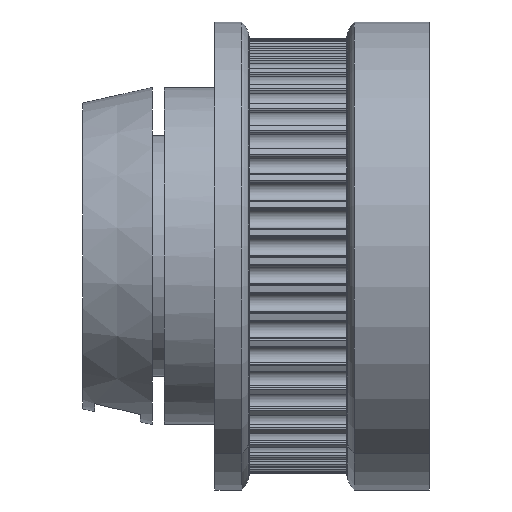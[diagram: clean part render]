
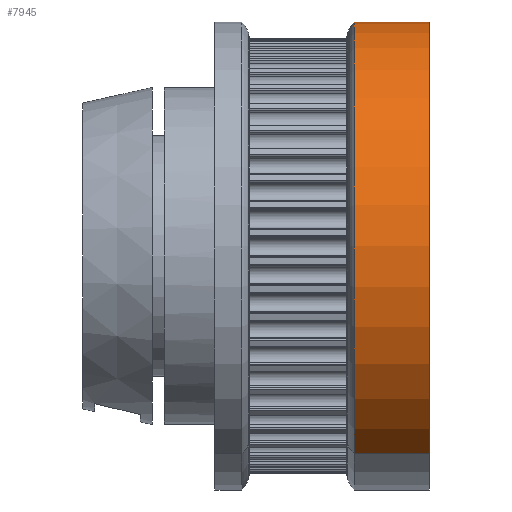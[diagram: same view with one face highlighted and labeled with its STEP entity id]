
A CAD part, front view. The second image highlights one B-rep face of the part: STEP entity #7945.
In plain terms, the highlighted cylindrical face has radius 24.315 mm (diameter 48.631 mm), a partial arc.
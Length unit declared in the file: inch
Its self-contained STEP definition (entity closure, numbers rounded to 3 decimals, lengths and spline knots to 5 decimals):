
#289 = EDGE_CURVE ( 'NONE', #19349, #5129, #4678, .T. ) ;
#674 = DIRECTION ( 'NONE',  ( 0., 1., 0. ) ) ;
#958 = FACE_OUTER_BOUND ( 'NONE', #11438, .T. ) ;
#2518 = CARTESIAN_POINT ( 'NONE',  ( 0., -0.53685, 0. ) ) ;
#2679 = VERTEX_POINT ( 'NONE', #16329 ) ;
#2778 = AXIS2_PLACEMENT_3D ( 'NONE', #8333, #14572, #7058 ) ;
#4378 = CARTESIAN_POINT ( 'NONE',  ( -0.51378, 0.42, -0.80774 ) ) ;
#4678 = CIRCLE ( 'NONE', #7176, 0.9573 ) ;
#5129 = VERTEX_POINT ( 'NONE', #9638 ) ;
#5132 = CARTESIAN_POINT ( 'NONE',  ( -0.51378, -0.53685, -0.80774 ) ) ;
#5473 = DIRECTION ( 'NONE',  ( 0., 1., 0. ) ) ;
#5747 = ORIENTED_EDGE ( 'NONE', *, *, #12352, .T. ) ;
#6936 = DIRECTION ( 'NONE',  ( 0., -1., 0. ) ) ;
#7058 = DIRECTION ( 'NONE',  ( 0.537, 0., 0.844 ) ) ;
#7176 = AXIS2_PLACEMENT_3D ( 'NONE', #19254, #8648, #17592 ) ;
#7211 = AXIS2_PLACEMENT_3D ( 'NONE', #2518, #6936, #11733 ) ;
#7945 = ADVANCED_FACE ( 'NONE', ( #958 ), #12824, .T. ) ;
#8333 = CARTESIAN_POINT ( 'NONE',  ( 0., 0.42, 0. ) ) ;
#8648 = DIRECTION ( 'NONE',  ( 0., 1., 0. ) ) ;
#9638 = CARTESIAN_POINT ( 'NONE',  ( 0.51378, -0.23, 0.80774 ) ) ;
#11179 = VERTEX_POINT ( 'NONE', #5132 ) ;
#11438 = EDGE_LOOP ( 'NONE', ( #11633, #15063, #5747, #16932 ) ) ;
#11552 = CARTESIAN_POINT ( 'NONE',  ( -0.51378, -0.23, -0.80774 ) ) ;
#11633 = ORIENTED_EDGE ( 'NONE', *, *, #14574, .F. ) ;
#11733 = DIRECTION ( 'NONE',  ( 0.537, 0., 0.844 ) ) ;
#12352 = EDGE_CURVE ( 'NONE', #2679, #5129, #13910, .T. ) ;
#12824 = CYLINDRICAL_SURFACE ( 'NONE', #2778, 0.9573 ) ;
#13910 = LINE ( 'NONE', #16730, #15732 ) ;
#14572 = DIRECTION ( 'NONE',  ( 0., 1., 0. ) ) ;
#14574 = EDGE_CURVE ( 'NONE', #11179, #19349, #18926, .T. ) ;
#15063 = ORIENTED_EDGE ( 'NONE', *, *, #16668, .F. ) ;
#15607 = CIRCLE ( 'NONE', #7211, 0.9573 ) ;
#15732 = VECTOR ( 'NONE', #674, 39.37008 ) ;
#16329 = CARTESIAN_POINT ( 'NONE',  ( 0.51378, -0.53685, 0.80774 ) ) ;
#16668 = EDGE_CURVE ( 'NONE', #2679, #11179, #15607, .T. ) ;
#16730 = CARTESIAN_POINT ( 'NONE',  ( 0.51378, 0.42, 0.80774 ) ) ;
#16932 = ORIENTED_EDGE ( 'NONE', *, *, #289, .F. ) ;
#17592 = DIRECTION ( 'NONE',  ( 0.537, 0., 0.844 ) ) ;
#18926 = LINE ( 'NONE', #4378, #19243 ) ;
#19243 = VECTOR ( 'NONE', #5473, 39.37008 ) ;
#19254 = CARTESIAN_POINT ( 'NONE',  ( 0., -0.23, 0. ) ) ;
#19349 = VERTEX_POINT ( 'NONE', #11552 ) ;
